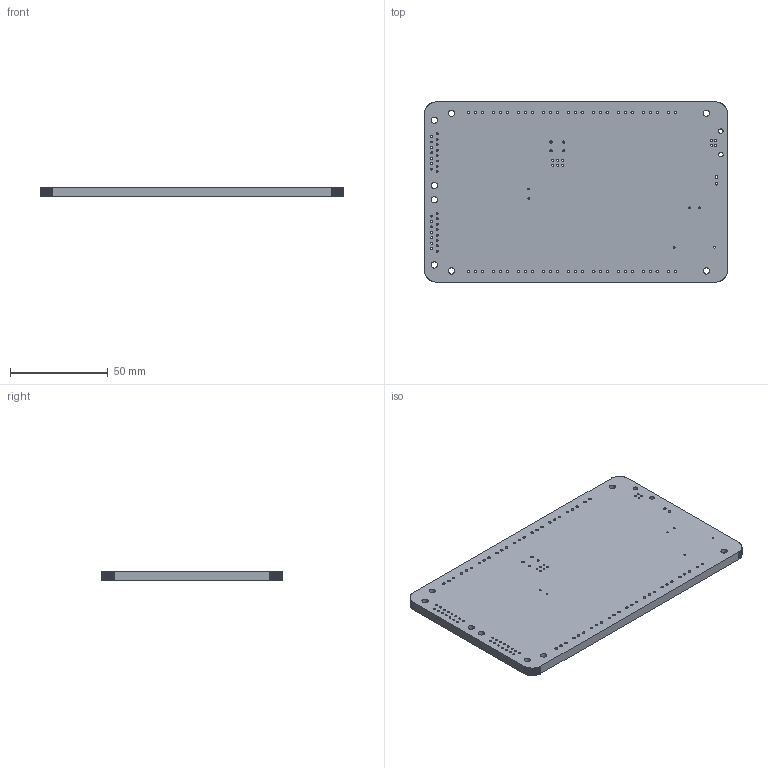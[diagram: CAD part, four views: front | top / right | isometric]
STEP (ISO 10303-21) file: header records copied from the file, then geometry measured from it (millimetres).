
FILE_DESCRIPTION(('KiCad electronic assembly'),'2;1');
FILE_NAME('Motion_Control_Board2.0.step','2022-09-12T15:44:39',('Pcbnew' ),('Kicad'),'Open CASCADE STEP processor 7.5', 'KiCad to STEP converter','Unknown');
FILE_SCHEMA(('AUTOMOTIVE_DESIGN { 1 0 10303 214 1 1 1 1 }'));
Length unit declared in the file: millimetre
Products named in the file (2): Motion_Control_Board2.0 1; Motion_Control_Board2.0 PCB
Assembly tree (1 placements, depth 2):
  Motion_Control_Board2.0 1
    Motion_Control_Board2.0 PCB
Bounding box: 155.04 x 92.08 x 4.69 mm (x, y, z)
Volume: 65945.7 mm3; surface area: 32588.2 mm2
Topology: 1 solids, 1 shells, 248 faces, 738 edges, 492 vertices
Faces by surface type: plane 134, cylinder 114
Full cylindrical faces by diameter (mm): 0.762 x4, 0.8 x2, 0.92 x4, 1 x36, 1.1 x4, 1.3 x54, 2.33 x2, 3.2 x8
Entity records: 19151 total; most frequent: CARTESIAN_POINT 4324, DIRECTION 2714, LINE 1758, VECTOR 1758, ORIENTED_EDGE 1476, PCURVE 1476, DEFINITIONAL_REPRESENTATION 1476, EDGE_CURVE 738
